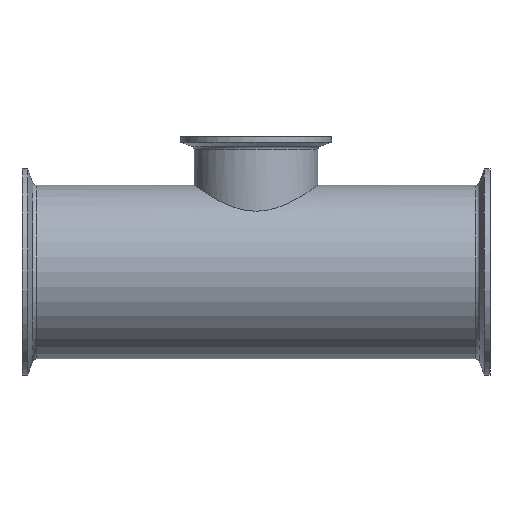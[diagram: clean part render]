
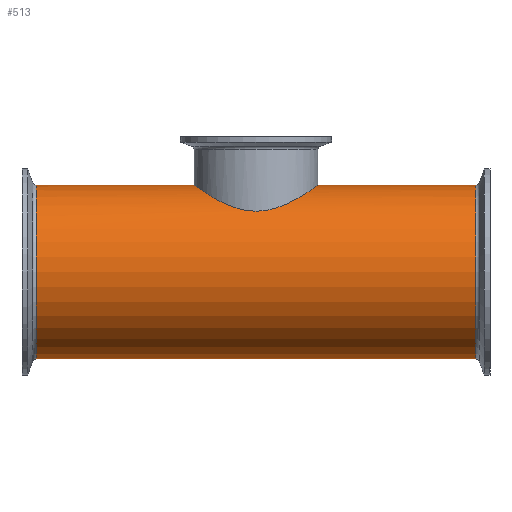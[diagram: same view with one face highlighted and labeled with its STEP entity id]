
A CAD part, front view. The second image highlights one B-rep face of the part: STEP entity #513.
In plain terms, the highlighted cylindrical face has radius 44.55 mm (diameter 89.1 mm), a full revolution.
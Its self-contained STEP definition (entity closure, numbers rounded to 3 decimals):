
#21=FACE_BOUND('',#118,.T.);
#29=B_SPLINE_CURVE_WITH_KNOTS('',3,(#882,#883,#884,#885,#886,#887,#888,
#889,#890,#891,#892,#893,#894,#895,#896,#897,#898,#899),.UNSPECIFIED.,.F.,
 .F.,(4,2,2,2,2,2,2,2,4),(0.,0.633,1.266,1.899,
2.532,3.155,3.778,4.401,5.024),
 .UNSPECIFIED.);
#30=B_SPLINE_CURVE_WITH_KNOTS('',3,(#900,#901,#902,#903,#904,#905,#906,
#907,#908,#909,#910,#911,#912,#913,#914,#915,#916,#917,#918,#919,#920,#921,
#922,#923,#924,#925,#926,#927,#928,#929,#930,#931,#932,#933,#934,#935,#936,
#937,#938,#939,#940,#941,#942,#943,#944,#945,#946,#947,#948,#949),
 .UNSPECIFIED.,.F.,.F.,(4,2,2,2,2,2,2,2,2,2,2,2,2,2,2,2,2,2,2,2,2,2,2,2,
4),(5.024,5.647,6.27,6.893,
7.515,8.148,8.781,9.414,10.047,
10.68,11.313,11.946,12.579,13.202,
13.825,14.448,15.071,15.694,16.317,
16.94,17.563,18.196,18.829,19.462,
20.094),.UNSPECIFIED.);
#33=CYLINDRICAL_SURFACE('',#573,44.55);
#41=LINE('',#879,#57);
#57=VECTOR('',#682,44.55);
#83=FACE_OUTER_BOUND('',#117,.T.);
#117=EDGE_LOOP('',(#354,#355,#356,#357,#358,#359));
#118=EDGE_LOOP('',(#360,#361));
#160=CIRCLE('',#569,44.55);
#161=CIRCLE('',#570,44.55);
#163=CIRCLE('',#574,44.55);
#164=CIRCLE('',#575,44.55);
#217=VERTEX_POINT('',#865);
#218=VERTEX_POINT('',#867);
#220=VERTEX_POINT('',#875);
#221=VERTEX_POINT('',#876);
#222=VERTEX_POINT('',#880);
#223=VERTEX_POINT('',#881);
#268=EDGE_CURVE('',#217,#218,#160,.T.);
#269=EDGE_CURVE('',#218,#217,#161,.T.);
#272=EDGE_CURVE('',#220,#221,#163,.T.);
#273=EDGE_CURVE('',#221,#220,#164,.T.);
#274=EDGE_CURVE('',#221,#218,#41,.T.);
#275=EDGE_CURVE('',#222,#223,#29,.T.);
#276=EDGE_CURVE('',#223,#222,#30,.T.);
#354=ORIENTED_EDGE('',*,*,#272,.F.);
#355=ORIENTED_EDGE('',*,*,#273,.F.);
#356=ORIENTED_EDGE('',*,*,#274,.T.);
#357=ORIENTED_EDGE('',*,*,#268,.F.);
#358=ORIENTED_EDGE('',*,*,#269,.F.);
#359=ORIENTED_EDGE('',*,*,#274,.F.);
#360=ORIENTED_EDGE('',*,*,#275,.T.);
#361=ORIENTED_EDGE('',*,*,#276,.T.);
#513=ADVANCED_FACE('',(#83,#21),#33,.T.);
#569=AXIS2_PLACEMENT_3D('',#868,#667,#668);
#570=AXIS2_PLACEMENT_3D('',#869,#669,#670);
#573=AXIS2_PLACEMENT_3D('',#874,#676,#677);
#574=AXIS2_PLACEMENT_3D('',#877,#678,#679);
#575=AXIS2_PLACEMENT_3D('',#878,#680,#681);
#667=DIRECTION('center_axis',(-1.,0.,0.));
#668=DIRECTION('ref_axis',(0.,0.,-1.));
#669=DIRECTION('center_axis',(-1.,0.,0.));
#670=DIRECTION('ref_axis',(0.,0.,-1.));
#676=DIRECTION('center_axis',(1.,0.,0.));
#677=DIRECTION('ref_axis',(0.,1.,0.));
#678=DIRECTION('center_axis',(1.,0.,0.));
#679=DIRECTION('ref_axis',(0.,0.,-1.));
#680=DIRECTION('center_axis',(1.,0.,0.));
#681=DIRECTION('ref_axis',(0.,0.,-1.));
#682=DIRECTION('',(-1.,0.,0.));
#865=CARTESIAN_POINT('',(-112.674,0.,44.55));
#867=CARTESIAN_POINT('',(-112.674,-44.55,0.));
#868=CARTESIAN_POINT('Origin',(-112.674,0.,0.));
#869=CARTESIAN_POINT('Origin',(-112.674,0.,0.));
#874=CARTESIAN_POINT('Origin',(0.,0.,0.));
#875=CARTESIAN_POINT('',(112.674,0.,-44.55));
#876=CARTESIAN_POINT('',(112.674,-44.55,0.));
#877=CARTESIAN_POINT('Origin',(112.674,0.,0.));
#878=CARTESIAN_POINT('Origin',(112.674,0.,0.));
#879=CARTESIAN_POINT('',(0.,-44.55,0.));
#880=CARTESIAN_POINT('',(0.,-31.75,31.251));
#881=CARTESIAN_POINT('',(-31.75,0.,44.55));
#882=CARTESIAN_POINT('Ctrl Pts',(0.,-31.75,31.251));
#883=CARTESIAN_POINT('Ctrl Pts',(-2.11,-31.75,31.251));
#884=CARTESIAN_POINT('Ctrl Pts',(-4.241,-31.537,31.472));
#885=CARTESIAN_POINT('Ctrl Pts',(-8.404,-30.691,32.297));
#886=CARTESIAN_POINT('Ctrl Pts',(-10.438,-30.058,32.899));
#887=CARTESIAN_POINT('Ctrl Pts',(-14.301,-28.424,34.321));
#888=CARTESIAN_POINT('Ctrl Pts',(-16.134,-27.422,35.139));
#889=CARTESIAN_POINT('Ctrl Pts',(-19.519,-25.125,36.817));
#890=CARTESIAN_POINT('Ctrl Pts',(-21.072,-23.83,37.675));
#891=CARTESIAN_POINT('Ctrl Pts',(-23.808,-21.093,39.271));
#892=CARTESIAN_POINT('Ctrl Pts',(-25.099,-19.553,40.072));
#893=CARTESIAN_POINT('Ctrl Pts',(-27.402,-16.167,41.554));
#894=CARTESIAN_POINT('Ctrl Pts',(-28.415,-14.322,42.234));
#895=CARTESIAN_POINT('Ctrl Pts',(-30.063,-10.428,43.36));
#896=CARTESIAN_POINT('Ctrl Pts',(-30.699,-8.375,43.806));
#897=CARTESIAN_POINT('Ctrl Pts',(-31.543,-4.2,44.402));
#898=CARTESIAN_POINT('Ctrl Pts',(-31.75,-2.077,44.55));
#899=CARTESIAN_POINT('Ctrl Pts',(-31.75,0.,44.55));
#900=CARTESIAN_POINT('Ctrl Pts',(-31.75,0.,44.55));
#901=CARTESIAN_POINT('Ctrl Pts',(-31.75,2.077,44.55));
#902=CARTESIAN_POINT('Ctrl Pts',(-31.543,4.2,44.402));
#903=CARTESIAN_POINT('Ctrl Pts',(-30.699,8.375,43.806));
#904=CARTESIAN_POINT('Ctrl Pts',(-30.063,10.428,43.36));
#905=CARTESIAN_POINT('Ctrl Pts',(-28.415,14.322,42.234));
#906=CARTESIAN_POINT('Ctrl Pts',(-27.402,16.167,41.554));
#907=CARTESIAN_POINT('Ctrl Pts',(-25.099,19.553,40.072));
#908=CARTESIAN_POINT('Ctrl Pts',(-23.808,21.093,39.271));
#909=CARTESIAN_POINT('Ctrl Pts',(-21.072,23.83,37.675));
#910=CARTESIAN_POINT('Ctrl Pts',(-19.519,25.125,36.817));
#911=CARTESIAN_POINT('Ctrl Pts',(-16.134,27.422,35.139));
#912=CARTESIAN_POINT('Ctrl Pts',(-14.301,28.424,34.321));
#913=CARTESIAN_POINT('Ctrl Pts',(-10.438,30.058,32.899));
#914=CARTESIAN_POINT('Ctrl Pts',(-8.404,30.691,32.297));
#915=CARTESIAN_POINT('Ctrl Pts',(-4.241,31.537,31.472));
#916=CARTESIAN_POINT('Ctrl Pts',(-2.11,31.75,31.251));
#917=CARTESIAN_POINT('Ctrl Pts',(2.11,31.75,31.251));
#918=CARTESIAN_POINT('Ctrl Pts',(4.241,31.537,31.472));
#919=CARTESIAN_POINT('Ctrl Pts',(8.404,30.691,32.297));
#920=CARTESIAN_POINT('Ctrl Pts',(10.438,30.058,32.899));
#921=CARTESIAN_POINT('Ctrl Pts',(14.301,28.424,34.321));
#922=CARTESIAN_POINT('Ctrl Pts',(16.134,27.422,35.139));
#923=CARTESIAN_POINT('Ctrl Pts',(19.519,25.125,36.817));
#924=CARTESIAN_POINT('Ctrl Pts',(21.072,23.83,37.675));
#925=CARTESIAN_POINT('Ctrl Pts',(23.808,21.093,39.271));
#926=CARTESIAN_POINT('Ctrl Pts',(25.099,19.553,40.072));
#927=CARTESIAN_POINT('Ctrl Pts',(27.402,16.167,41.554));
#928=CARTESIAN_POINT('Ctrl Pts',(28.415,14.322,42.234));
#929=CARTESIAN_POINT('Ctrl Pts',(30.063,10.428,43.36));
#930=CARTESIAN_POINT('Ctrl Pts',(30.699,8.375,43.806));
#931=CARTESIAN_POINT('Ctrl Pts',(31.543,4.2,44.402));
#932=CARTESIAN_POINT('Ctrl Pts',(31.75,2.077,44.55));
#933=CARTESIAN_POINT('Ctrl Pts',(31.75,-2.077,44.55));
#934=CARTESIAN_POINT('Ctrl Pts',(31.543,-4.2,44.402));
#935=CARTESIAN_POINT('Ctrl Pts',(30.699,-8.375,43.806));
#936=CARTESIAN_POINT('Ctrl Pts',(30.063,-10.428,43.36));
#937=CARTESIAN_POINT('Ctrl Pts',(28.415,-14.322,42.234));
#938=CARTESIAN_POINT('Ctrl Pts',(27.402,-16.167,41.554));
#939=CARTESIAN_POINT('Ctrl Pts',(25.099,-19.553,40.072));
#940=CARTESIAN_POINT('Ctrl Pts',(23.808,-21.093,39.271));
#941=CARTESIAN_POINT('Ctrl Pts',(21.072,-23.83,37.675));
#942=CARTESIAN_POINT('Ctrl Pts',(19.519,-25.125,36.817));
#943=CARTESIAN_POINT('Ctrl Pts',(16.134,-27.422,35.139));
#944=CARTESIAN_POINT('Ctrl Pts',(14.301,-28.424,34.321));
#945=CARTESIAN_POINT('Ctrl Pts',(10.438,-30.058,32.899));
#946=CARTESIAN_POINT('Ctrl Pts',(8.404,-30.691,32.297));
#947=CARTESIAN_POINT('Ctrl Pts',(4.241,-31.537,31.472));
#948=CARTESIAN_POINT('Ctrl Pts',(2.11,-31.75,31.251));
#949=CARTESIAN_POINT('Ctrl Pts',(0.,-31.75,31.251));
